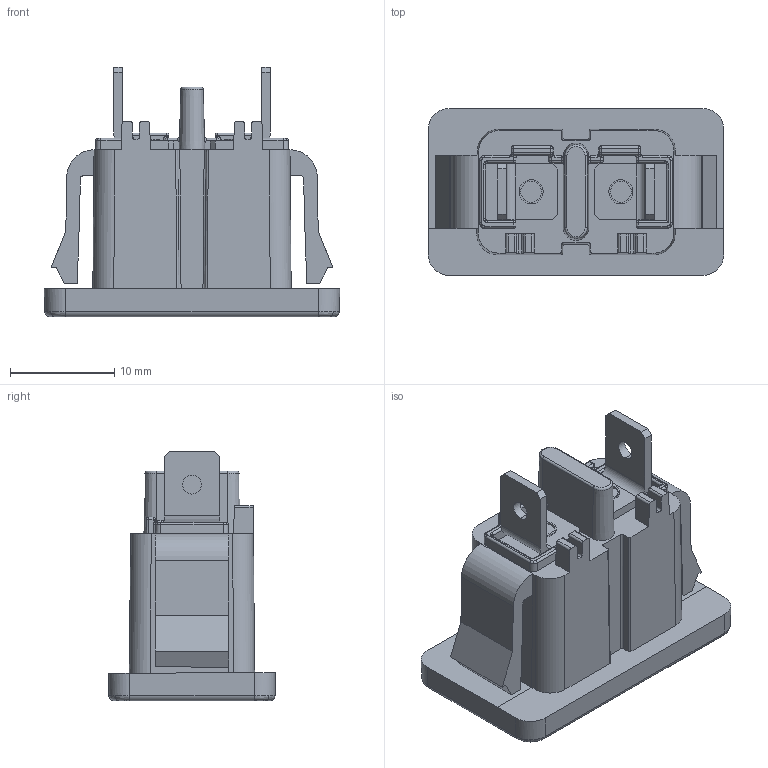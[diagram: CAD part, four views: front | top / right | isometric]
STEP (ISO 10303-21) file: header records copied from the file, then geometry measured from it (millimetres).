
FILE_DESCRIPTION(('FreeCAD Model'),'2;1');
FILE_NAME('Open CASCADE Shape Model','2024-12-17T15:13:52',(''),(''), 'Open CASCADE STEP processor 7.7','FreeCAD','Unknown');
FILE_SCHEMA(('AUTOMOTIVE_DESIGN { 1 0 10303 214 1 1 1 1 }'));
Length unit declared in the file: millimetre
Products named in the file (1): E_2750-1310_03
Bounding box: 28.3 x 16 x 23.9 mm (x, y, z)
Volume: 3179.3 mm3; surface area: 3952.7 mm2
Topology: 1 solids, 3 shells, 417 faces, 1069 edges, 668 vertices
Faces by surface type: plane 175, cylinder 147, bspline 50, sphere 18, cone 15, torus 8, revolution 4
Entity records: 16272 total; most frequent: CARTESIAN_POINT 3775, ORIENTED_EDGE 2130, DIRECTION 1823, EDGE_CURVE 1065, VERTEX_POINT 668, LINE 615, VECTOR 615, AXIS2_PLACEMENT_3D 602
